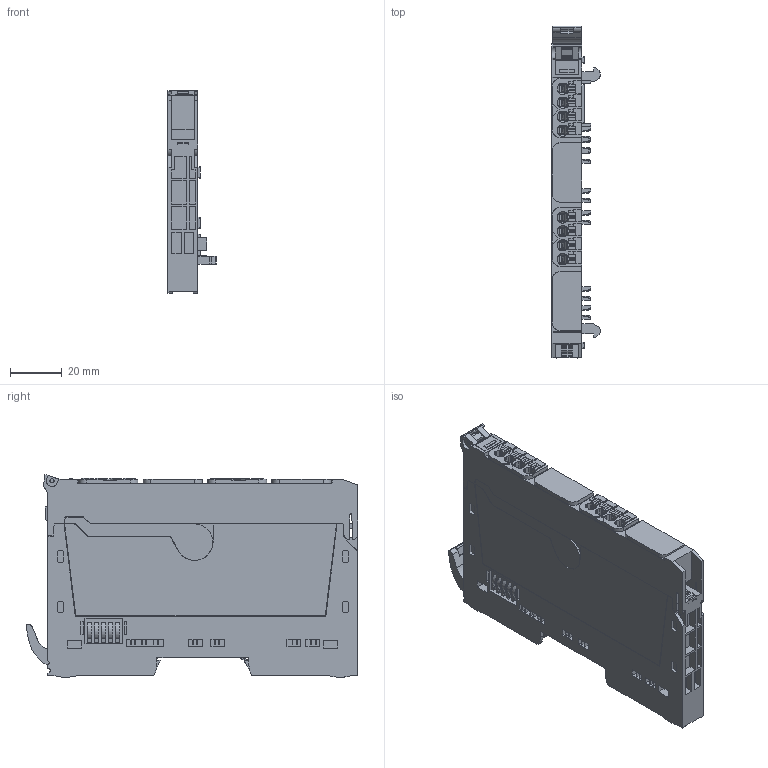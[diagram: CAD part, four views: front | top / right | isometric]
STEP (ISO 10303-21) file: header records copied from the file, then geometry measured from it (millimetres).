
FILE_DESCRIPTION(('CATIA V5 STEP Exchange','CAx-IF Rec.Pracs.--- Model Styling and Organization---1.5--- 2016-08-15','CAx-IF Rec.Pracs.---Supplemental Geometry---1.0---2011-11-01','CAx-IF Rec.Pracs.--- Composite Materials ---1.1---2010-07-15'),'2;1');
FILE_NAME ('D1658387_0', '2025-05-22T05:35:04+00:00', ('none'), ('Weidmueller'), 'CATIA Version 5-6 Release 2022 SP4 HF5', 'CATIA V5 STEP AP214 v3', 'none');
FILE_SCHEMA(('AUTOMOTIVE_DESIGN { 1 0 10303 214 1 1 1 1 }'));
Products named in the file (1): S3D_UR20_PK_PG-WT-WT-WT-WT_NC_PG-WT-WT-WT-WT_NC
Bounding box: 18.5 x 127.88 x 78.03 mm (x, y, z)
Volume: 97664.2 mm3; surface area: 29209.6 mm2
Topology: 1 solids, 1 shells, 1668 faces, 4724 edges, 3137 vertices
Faces by surface type: plane 1424, cylinder 236, extrusion 8
Entity records: 53357 total; most frequent: CARTESIAN_POINT 10622, ORIENTED_EDGE 9448, DIRECTION 6877, EDGE_CURVE 4724, VECTOR 4096, LINE 4088, VERTEX_POINT 3137, EDGE_LOOP 1763
